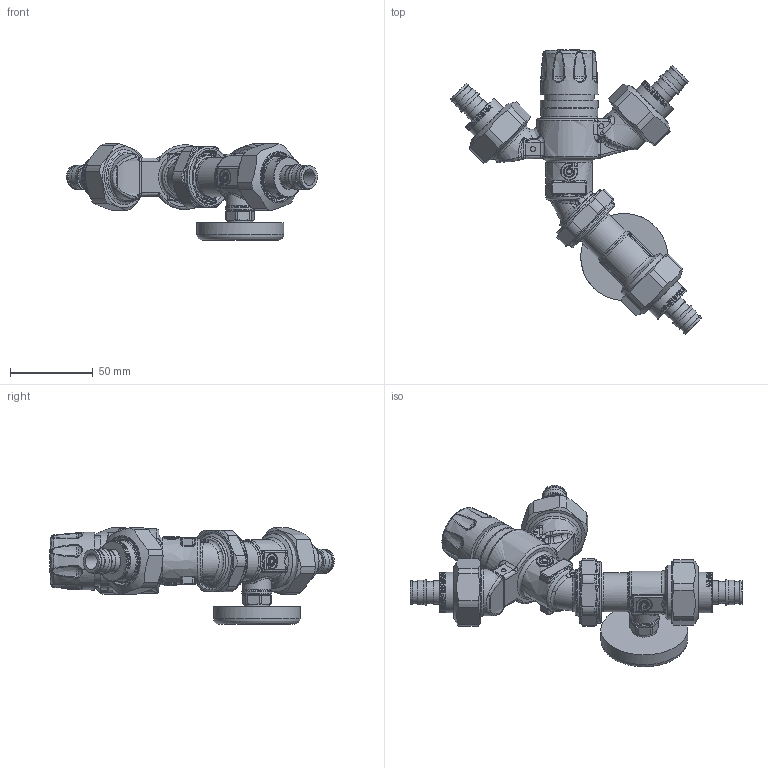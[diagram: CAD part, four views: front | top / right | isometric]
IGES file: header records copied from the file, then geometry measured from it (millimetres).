
Global section: file name: 520415A; native system: Autodesk Inventor 2024; preprocessor: unknown; author: ischreiner; date: 20250709.094407; units: inch
Bounding box: 151.28 x 171.36 x 57.97 mm (x, y, z)
Volume: 230662.5 mm3; surface area: 69685.3 mm2
Topology: 12 solids, 12 shells, 2874 faces, 7355 edges, 4538 vertices
Faces by surface type: bspline 2874
